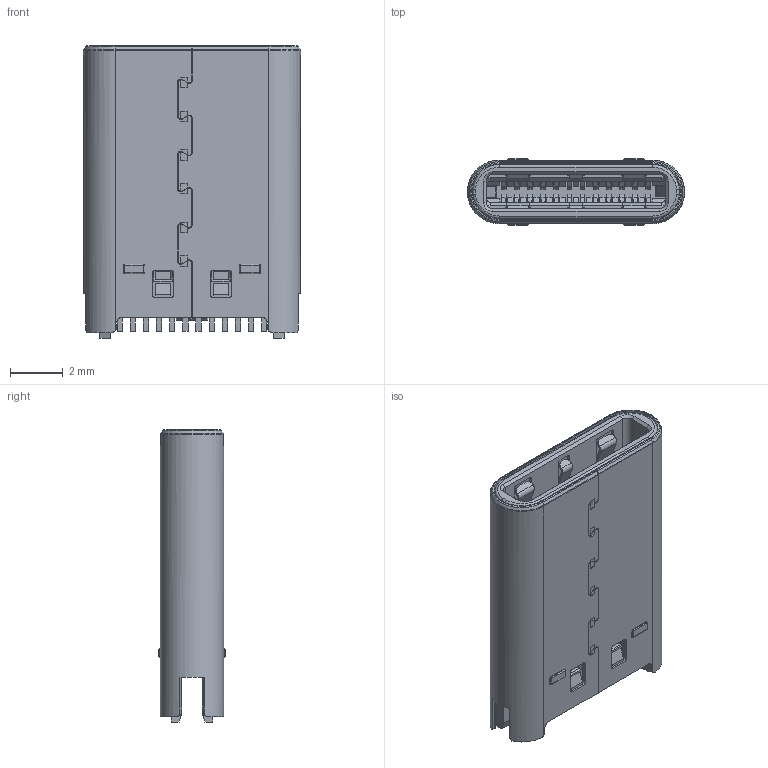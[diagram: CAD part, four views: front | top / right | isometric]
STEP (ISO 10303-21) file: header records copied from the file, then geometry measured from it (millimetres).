
FILE_DESCRIPTION(('Creo Elements/Direct Modeling STEP Export'),'2;1');
FILE_NAME('CX60-24S-UNIT_3D(STP).stp','2018-05-23T13:02:26',(''),(''),'PTC Creo Elements/Direct Modeling STEP processor for AP214 (Solid Model)','PTC Creo Elements/Direct Modeling 19.0C 15-Aug-2015 (C) Parametric Technology GmbH','');
FILE_SCHEMA(('AUTOMOTIVE_DESIGN { 1 0 10303 214 1 1 1 1 }'));
Length unit declared in the file: millimetre
Products named in the file (2): CX60-24S-UNIT
Assembly tree (1 placements, depth 2):
  CX60-24S-UNIT
    CX60-24S-UNIT
Bounding box: 8.25 x 2.52 x 11.1 mm (x, y, z)
Volume: 142.8 mm3; surface area: 652.2 mm2
Topology: 1 solids, 8 shells, 1868 faces, 5332 edges, 3494 vertices
Faces by surface type: plane 1334, cylinder 488, cone 18, sphere 16, torus 8, bspline 4
Entity records: 60379 total; most frequent: CARTESIAN_POINT 11090, ORIENTED_EDGE 10632, DIRECTION 9872, EDGE_CURVE 5316, VECTOR 4264, LINE 4264, VERTEX_POINT 3494, AXIS2_PLACEMENT_3D 2804
